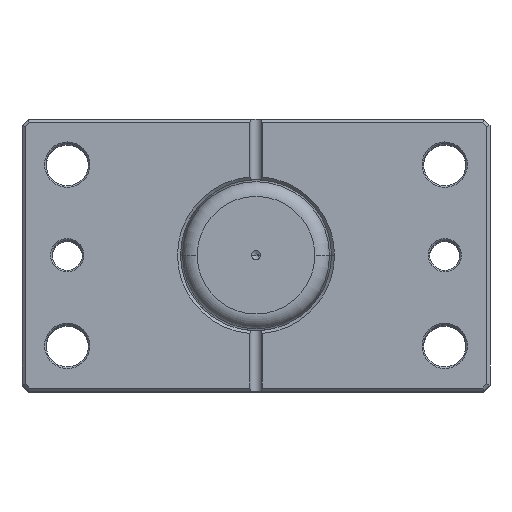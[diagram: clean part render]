
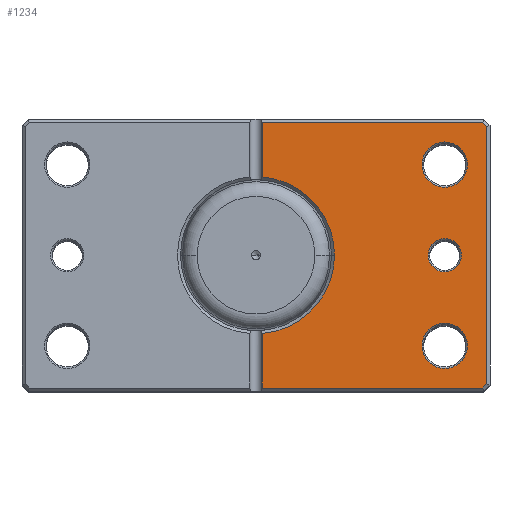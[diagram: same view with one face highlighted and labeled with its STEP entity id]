
A CAD part, top view. The second image highlights one B-rep face of the part: STEP entity #1234.
In plain terms, the highlighted face is planar.
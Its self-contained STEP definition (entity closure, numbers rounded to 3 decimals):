
#4 = CIRCLE ( 'NONE', #3540, 7.5 ) ;
#107 = DIRECTION ( 'NONE',  ( 0., -1., 0. ) ) ;
#160 = ORIENTED_EDGE ( 'NONE', *, *, #5401, .T. ) ;
#219 = EDGE_CURVE ( 'NONE', #3213, #1274, #1725, .T. ) ;
#256 = CARTESIAN_POINT ( 'NONE',  ( -59.543, 59.543, 0. ) ) ;
#260 = VECTOR ( 'NONE', #1296, 1000. ) ;
#317 = VERTEX_POINT ( 'NONE', #4401 ) ;
#338 = DIRECTION ( 'NONE',  ( 1., 0., 0. ) ) ;
#407 = VECTOR ( 'NONE', #5096, 1000. ) ;
#411 = EDGE_CURVE ( 'NONE', #6323, #413, #6045, .T. ) ;
#413 = VERTEX_POINT ( 'NONE', #2654 ) ;
#427 = ORIENTED_EDGE ( 'NONE', *, *, #4041, .T. ) ;
#606 = VECTOR ( 'NONE', #4306, 1000. ) ;
#691 = ORIENTED_EDGE ( 'NONE', *, *, #4461, .T. ) ;
#816 = AXIS2_PLACEMENT_3D ( 'NONE', #2060, #2039, #1982 ) ;
#865 = FACE_BOUND ( 'NONE', #5117, .T. ) ;
#885 = EDGE_CURVE ( 'NONE', #1836, #4689, #4, .T. ) ;
#927 = CARTESIAN_POINT ( 'NONE',  ( -62.5, 30., 0. ) ) ;
#937 = ORIENTED_EDGE ( 'NONE', *, *, #7064, .T. ) ;
#976 = CARTESIAN_POINT ( 'NONE',  ( -2., 45., 0. ) ) ;
#993 = EDGE_CURVE ( 'NONE', #4689, #1836, #3545, .T. ) ;
#1040 = ORIENTED_EDGE ( 'NONE', *, *, #885, .T. ) ;
#1068 = PLANE ( 'NONE',  #2170 ) ;
#1087 = CIRCLE ( 'NONE', #5711, 26. ) ;
#1111 = VERTEX_POINT ( 'NONE', #7131 ) ;
#1136 = CIRCLE ( 'NONE', #3252, 7.5 ) ;
#1234 = ADVANCED_FACE ( 'NONE', ( #865, #3027, #3804, #5118 ), #1068, .F. ) ;
#1247 = LINE ( 'NONE', #5318, #2708 ) ;
#1274 = VERTEX_POINT ( 'NONE', #2992 ) ;
#1296 = DIRECTION ( 'NONE',  ( -1., 0., 0. ) ) ;
#1303 = DIRECTION ( 'NONE',  ( 0., 0., 1. ) ) ;
#1502 = DIRECTION ( 'NONE',  ( 1., 0., 0. ) ) ;
#1667 = EDGE_LOOP ( 'NONE', ( #427, #160, #2009, #937, #3180, #3523, #5893, #3274, #6407 ) ) ;
#1725 = LINE ( 'NONE', #6697, #407 ) ;
#1836 = VERTEX_POINT ( 'NONE', #2891 ) ;
#1982 = DIRECTION ( 'NONE',  ( 1., 0., 0. ) ) ;
#1994 = CARTESIAN_POINT ( 'NONE',  ( -62.5, 0., 0. ) ) ;
#2009 = ORIENTED_EDGE ( 'NONE', *, *, #411, .T. ) ;
#2039 = DIRECTION ( 'NONE',  ( 0., 0., 1. ) ) ;
#2060 = CARTESIAN_POINT ( 'NONE',  ( -62.5, -30., 0. ) ) ;
#2170 = AXIS2_PLACEMENT_3D ( 'NONE', #6595, #3813, #5606 ) ;
#2488 = VERTEX_POINT ( 'NONE', #4325 ) ;
#2545 = DIRECTION ( 'NONE',  ( 1., 0., 0. ) ) ;
#2596 = VECTOR ( 'NONE', #6548, 1000. ) ;
#2646 = CIRCLE ( 'NONE', #3989, 5.5 ) ;
#2648 = EDGE_CURVE ( 'NONE', #5408, #6626, #1247, .T. ) ;
#2654 = CARTESIAN_POINT ( 'NONE',  ( -2., -25.923, 0. ) ) ;
#2708 = VECTOR ( 'NONE', #338, 1000. ) ;
#2778 = CARTESIAN_POINT ( 'NONE',  ( -55., 30., 0. ) ) ;
#2845 = DIRECTION ( 'NONE',  ( 0., 0., 1. ) ) ;
#2891 = CARTESIAN_POINT ( 'NONE',  ( -55., -30., 0. ) ) ;
#2992 = CARTESIAN_POINT ( 'NONE',  ( -76.5, -42.586, 0. ) ) ;
#3027 = FACE_BOUND ( 'NONE', #4738, .T. ) ;
#3114 = DIRECTION ( 'NONE',  ( 0., 0., 1. ) ) ;
#3118 = ORIENTED_EDGE ( 'NONE', *, *, #7004, .T. ) ;
#3139 = DIRECTION ( 'NONE',  ( 0., 0., 1. ) ) ;
#3180 = ORIENTED_EDGE ( 'NONE', *, *, #3461, .T. ) ;
#3213 = VERTEX_POINT ( 'NONE', #4722 ) ;
#3252 = AXIS2_PLACEMENT_3D ( 'NONE', #927, #4816, #1502 ) ;
#3274 = ORIENTED_EDGE ( 'NONE', *, *, #6272, .T. ) ;
#3403 = CARTESIAN_POINT ( 'NONE',  ( -2., 25.923, 0. ) ) ;
#3461 = EDGE_CURVE ( 'NONE', #317, #3213, #6157, .T. ) ;
#3523 = ORIENTED_EDGE ( 'NONE', *, *, #219, .T. ) ;
#3540 = AXIS2_PLACEMENT_3D ( 'NONE', #4233, #4214, #3636 ) ;
#3545 = CIRCLE ( 'NONE', #816, 7.5 ) ;
#3628 = ORIENTED_EDGE ( 'NONE', *, *, #5088, .T. ) ;
#3636 = DIRECTION ( 'NONE',  ( 1., 0., 0. ) ) ;
#3649 = CARTESIAN_POINT ( 'NONE',  ( -75.086, 44., 0. ) ) ;
#3690 = DIRECTION ( 'NONE',  ( 1., 0., 0. ) ) ;
#3772 = VECTOR ( 'NONE', #107, 1000. ) ;
#3790 = EDGE_CURVE ( 'NONE', #1274, #2488, #4077, .T. ) ;
#3804 = FACE_BOUND ( 'NONE', #6121, .T. ) ;
#3813 = DIRECTION ( 'NONE',  ( 0., 0., 1. ) ) ;
#3989 = AXIS2_PLACEMENT_3D ( 'NONE', #4618, #1303, #5169 ) ;
#4041 = EDGE_CURVE ( 'NONE', #6626, #4464, #6870, .T. ) ;
#4077 = LINE ( 'NONE', #6530, #2596 ) ;
#4214 = DIRECTION ( 'NONE',  ( 0., 0., 1. ) ) ;
#4233 = CARTESIAN_POINT ( 'NONE',  ( -62.5, -30., 0. ) ) ;
#4269 = AXIS2_PLACEMENT_3D ( 'NONE', #6170, #2845, #6704 ) ;
#4306 = DIRECTION ( 'NONE',  ( 0., -1., 0. ) ) ;
#4325 = CARTESIAN_POINT ( 'NONE',  ( -76.5, 42.586, 0. ) ) ;
#4361 = LINE ( 'NONE', #256, #5651 ) ;
#4401 = CARTESIAN_POINT ( 'NONE',  ( -2., -44., 0. ) ) ;
#4412 = VERTEX_POINT ( 'NONE', #2778 ) ;
#4448 = CARTESIAN_POINT ( 'NONE',  ( -2., 44., 0. ) ) ;
#4461 = EDGE_CURVE ( 'NONE', #4412, #5113, #6378, .T. ) ;
#4464 = VERTEX_POINT ( 'NONE', #3403 ) ;
#4541 = CIRCLE ( 'NONE', #6180, 5.5 ) ;
#4575 = AXIS2_PLACEMENT_3D ( 'NONE', #5909, #3139, #3690 ) ;
#4611 = CARTESIAN_POINT ( 'NONE',  ( 0., -44., 0. ) ) ;
#4618 = CARTESIAN_POINT ( 'NONE',  ( -62.5, 0., 0. ) ) ;
#4643 = CARTESIAN_POINT ( 'NONE',  ( -70., -30., 0. ) ) ;
#4689 = VERTEX_POINT ( 'NONE', #4643 ) ;
#4722 = CARTESIAN_POINT ( 'NONE',  ( -75.086, -44., 0. ) ) ;
#4738 = EDGE_LOOP ( 'NONE', ( #5551, #1040 ) ) ;
#4745 = CARTESIAN_POINT ( 'NONE',  ( -26., 0., 0. ) ) ;
#4816 = DIRECTION ( 'NONE',  ( 0., 0., 1. ) ) ;
#5088 = EDGE_CURVE ( 'NONE', #5609, #1111, #2646, .T. ) ;
#5096 = DIRECTION ( 'NONE',  ( -0.707, 0.707, 0. ) ) ;
#5104 = CARTESIAN_POINT ( 'NONE',  ( -2., 45., 0. ) ) ;
#5113 = VERTEX_POINT ( 'NONE', #6287 ) ;
#5117 = EDGE_LOOP ( 'NONE', ( #6705, #3628 ) ) ;
#5118 = FACE_OUTER_BOUND ( 'NONE', #1667, .T. ) ;
#5169 = DIRECTION ( 'NONE',  ( 1., 0., 0. ) ) ;
#5318 = CARTESIAN_POINT ( 'NONE',  ( 0., 44., 0. ) ) ;
#5401 = EDGE_CURVE ( 'NONE', #4464, #6323, #1087, .T. ) ;
#5408 = VERTEX_POINT ( 'NONE', #3649 ) ;
#5551 = ORIENTED_EDGE ( 'NONE', *, *, #993, .T. ) ;
#5606 = DIRECTION ( 'NONE',  ( 1., 0., 0. ) ) ;
#5609 = VERTEX_POINT ( 'NONE', #6078 ) ;
#5651 = VECTOR ( 'NONE', #6349, 1000. ) ;
#5711 = AXIS2_PLACEMENT_3D ( 'NONE', #6443, #3114, #6969 ) ;
#5862 = EDGE_CURVE ( 'NONE', #1111, #5609, #4541, .T. ) ;
#5874 = DIRECTION ( 'NONE',  ( 0., 0., 1. ) ) ;
#5893 = ORIENTED_EDGE ( 'NONE', *, *, #3790, .T. ) ;
#5909 = CARTESIAN_POINT ( 'NONE',  ( 0., 0., 0. ) ) ;
#6045 = CIRCLE ( 'NONE', #4575, 26. ) ;
#6078 = CARTESIAN_POINT ( 'NONE',  ( -57., 0., 0. ) ) ;
#6121 = EDGE_LOOP ( 'NONE', ( #3118, #691 ) ) ;
#6157 = LINE ( 'NONE', #4611, #260 ) ;
#6170 = CARTESIAN_POINT ( 'NONE',  ( -62.5, 30., 0. ) ) ;
#6180 = AXIS2_PLACEMENT_3D ( 'NONE', #1994, #5874, #2545 ) ;
#6272 = EDGE_CURVE ( 'NONE', #2488, #5408, #4361, .T. ) ;
#6287 = CARTESIAN_POINT ( 'NONE',  ( -70., 30., 0. ) ) ;
#6323 = VERTEX_POINT ( 'NONE', #4745 ) ;
#6334 = LINE ( 'NONE', #976, #606 ) ;
#6349 = DIRECTION ( 'NONE',  ( 0.707, 0.707, 0. ) ) ;
#6378 = CIRCLE ( 'NONE', #4269, 7.5 ) ;
#6407 = ORIENTED_EDGE ( 'NONE', *, *, #2648, .T. ) ;
#6443 = CARTESIAN_POINT ( 'NONE',  ( 0., 0., 0. ) ) ;
#6530 = CARTESIAN_POINT ( 'NONE',  ( -76.5, 0., 0. ) ) ;
#6548 = DIRECTION ( 'NONE',  ( 0., 1., 0. ) ) ;
#6595 = CARTESIAN_POINT ( 'NONE',  ( 0., 0., 0. ) ) ;
#6626 = VERTEX_POINT ( 'NONE', #4448 ) ;
#6697 = CARTESIAN_POINT ( 'NONE',  ( -59.543, -59.543, 0. ) ) ;
#6704 = DIRECTION ( 'NONE',  ( 1., 0., 0. ) ) ;
#6705 = ORIENTED_EDGE ( 'NONE', *, *, #5862, .T. ) ;
#6870 = LINE ( 'NONE', #5104, #3772 ) ;
#6969 = DIRECTION ( 'NONE',  ( 1., 0., 0. ) ) ;
#7004 = EDGE_CURVE ( 'NONE', #5113, #4412, #1136, .T. ) ;
#7064 = EDGE_CURVE ( 'NONE', #413, #317, #6334, .T. ) ;
#7131 = CARTESIAN_POINT ( 'NONE',  ( -68., 0., 0. ) ) ;
